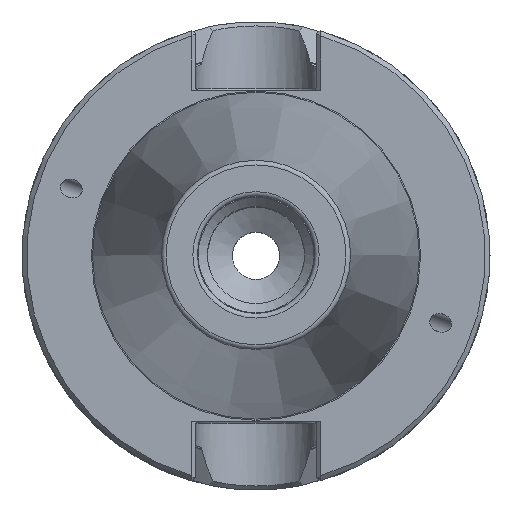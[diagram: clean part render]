
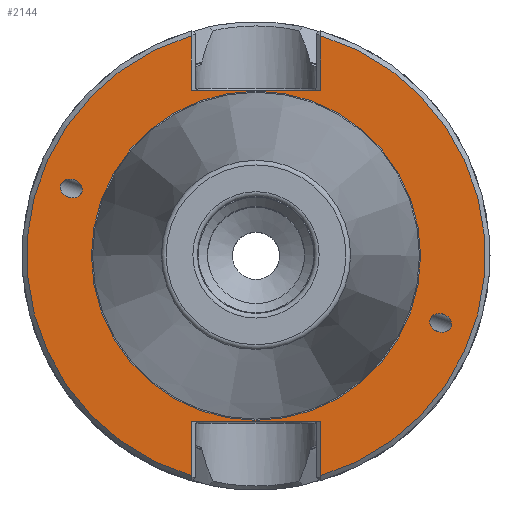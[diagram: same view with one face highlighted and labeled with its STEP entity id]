
A CAD part, top view. The second image highlights one B-rep face of the part: STEP entity #2144.
In plain terms, the highlighted planar face has unit normal (0, 0, 1).
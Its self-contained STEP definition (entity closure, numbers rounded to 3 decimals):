
#30=LINE('',#3125,#84);
#31=LINE('',#3127,#85);
#32=LINE('',#3129,#86);
#33=LINE('',#3130,#87);
#34=LINE('',#3132,#88);
#35=LINE('',#3134,#89);
#84=VECTOR('',#2592,1000.);
#85=VECTOR('',#2593,1000.);
#86=VECTOR('',#2594,1000.);
#87=VECTOR('',#2595,1000.);
#88=VECTOR('',#2596,1000.);
#89=VECTOR('',#2597,1000.);
#130=ELLIPSE('',#2286,2.381,1.95);
#131=ELLIPSE('',#2288,2.381,1.95);
#145=PLANE('',#2298);
#248=CIRCLE('',#2284,35.164);
#249=CIRCLE('',#2294,49.);
#252=CIRCLE('',#2299,49.);
#396=ORIENTED_EDGE('',*,*,#701,.F.);
#397=ORIENTED_EDGE('',*,*,#719,.T.);
#398=ORIENTED_EDGE('',*,*,#720,.T.);
#399=ORIENTED_EDGE('',*,*,#721,.T.);
#400=ORIENTED_EDGE('',*,*,#722,.T.);
#401=ORIENTED_EDGE('',*,*,#713,.T.);
#402=ORIENTED_EDGE('',*,*,#723,.T.);
#403=ORIENTED_EDGE('',*,*,#724,.T.);
#404=ORIENTED_EDGE('',*,*,#725,.T.);
#405=ORIENTED_EDGE('',*,*,#700,.F.);
#406=ORIENTED_EDGE('',*,*,#699,.F.);
#699=EDGE_CURVE('',#885,#885,#248,.T.);
#700=EDGE_CURVE('',#886,#886,#130,.T.);
#701=EDGE_CURVE('',#887,#887,#131,.T.);
#713=EDGE_CURVE('',#899,#898,#249,.T.);
#719=EDGE_CURVE('',#902,#903,#252,.T.);
#720=EDGE_CURVE('',#903,#904,#30,.T.);
#721=EDGE_CURVE('',#904,#905,#31,.T.);
#722=EDGE_CURVE('',#905,#899,#32,.T.);
#723=EDGE_CURVE('',#898,#906,#33,.T.);
#724=EDGE_CURVE('',#906,#907,#34,.T.);
#725=EDGE_CURVE('',#907,#902,#35,.T.);
#885=VERTEX_POINT('',#3052);
#886=VERTEX_POINT('',#3055);
#887=VERTEX_POINT('',#3058);
#898=VERTEX_POINT('',#3107);
#899=VERTEX_POINT('',#3109);
#902=VERTEX_POINT('',#3123);
#903=VERTEX_POINT('',#3124);
#904=VERTEX_POINT('',#3126);
#905=VERTEX_POINT('',#3128);
#906=VERTEX_POINT('',#3131);
#907=VERTEX_POINT('',#3133);
#1122=EDGE_LOOP('',(#396));
#1123=EDGE_LOOP('',(#397,#398,#399,#400,#401,#402,#403,#404));
#1124=EDGE_LOOP('',(#405));
#1125=EDGE_LOOP('',(#406));
#1288=FACE_BOUND('',#1122,.T.);
#1289=FACE_BOUND('',#1123,.T.);
#1290=FACE_BOUND('',#1124,.T.);
#1291=FACE_BOUND('',#1125,.T.);
#2144=ADVANCED_FACE('',(#1288,#1289,#1290,#1291),#145,.T.);
#2284=AXIS2_PLACEMENT_3D('',#3051,#2552,#2553);
#2286=AXIS2_PLACEMENT_3D('',#3054,#2556,#2557);
#2288=AXIS2_PLACEMENT_3D('',#3057,#2560,#2561);
#2294=AXIS2_PLACEMENT_3D('',#3108,#2578,#2579);
#2298=AXIS2_PLACEMENT_3D('',#3121,#2588,#2589);
#2299=AXIS2_PLACEMENT_3D('',#3122,#2590,#2591);
#2552=DIRECTION('',(0.,0.,1.));
#2553=DIRECTION('',(1.,0.,0.));
#2556=DIRECTION('',(0.,0.,1.));
#2557=DIRECTION('',(-0.94,0.342,0.));
#2560=DIRECTION('',(0.,0.,1.));
#2561=DIRECTION('',(0.94,-0.342,0.));
#2578=DIRECTION('',(0.,0.,1.));
#2579=DIRECTION('',(1.,0.,0.));
#2588=DIRECTION('',(0.,0.,1.));
#2589=DIRECTION('',(1.,0.,0.));
#2590=DIRECTION('',(0.,0.,1.));
#2591=DIRECTION('',(1.,0.,0.));
#2592=DIRECTION('',(0.,1.,0.));
#2593=DIRECTION('',(1.,0.,0.));
#2594=DIRECTION('',(0.,-1.,0.));
#2595=DIRECTION('',(0.,-1.,0.));
#2596=DIRECTION('',(-1.,0.,0.));
#2597=DIRECTION('',(0.,1.,0.));
#3051=CARTESIAN_POINT('',(0.,0.,-3.));
#3052=CARTESIAN_POINT('',(35.164,0.,-3.));
#3054=CARTESIAN_POINT('',(39.467,-14.365,-3.));
#3055=CARTESIAN_POINT('',(37.23,-13.551,-3.));
#3057=CARTESIAN_POINT('',(-39.467,14.365,-3.));
#3058=CARTESIAN_POINT('',(-37.23,13.551,-3.));
#3107=CARTESIAN_POINT('',(13.85,47.002,-3.));
#3108=CARTESIAN_POINT('',(0.,0.,-3.));
#3109=CARTESIAN_POINT('',(13.85,-47.002,-3.));
#3121=CARTESIAN_POINT('',(35.164,0.,-3.));
#3122=CARTESIAN_POINT('',(0.,0.,-3.));
#3123=CARTESIAN_POINT('',(-13.85,47.002,-3.));
#3124=CARTESIAN_POINT('',(-13.85,-47.002,-3.));
#3125=CARTESIAN_POINT('',(-13.85,0.,-3.));
#3126=CARTESIAN_POINT('',(-13.85,-35.35,-3.));
#3127=CARTESIAN_POINT('',(35.164,-35.35,-3.));
#3128=CARTESIAN_POINT('',(13.85,-35.35,-3.));
#3129=CARTESIAN_POINT('',(13.85,0.,-3.));
#3130=CARTESIAN_POINT('',(13.85,0.,-3.));
#3131=CARTESIAN_POINT('',(13.85,35.35,-3.));
#3132=CARTESIAN_POINT('',(35.164,35.35,-3.));
#3133=CARTESIAN_POINT('',(-13.85,35.35,-3.));
#3134=CARTESIAN_POINT('',(-13.85,0.,-3.));
